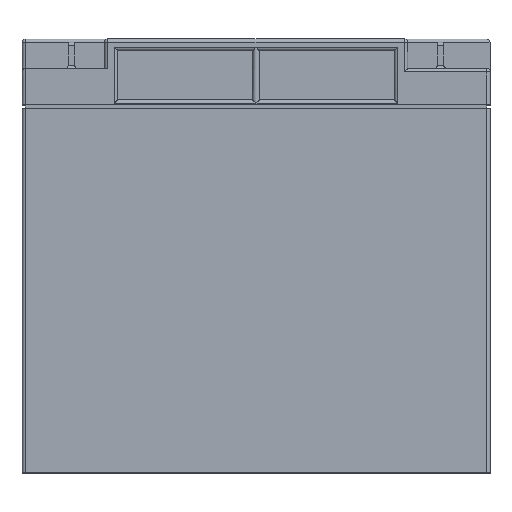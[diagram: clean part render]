
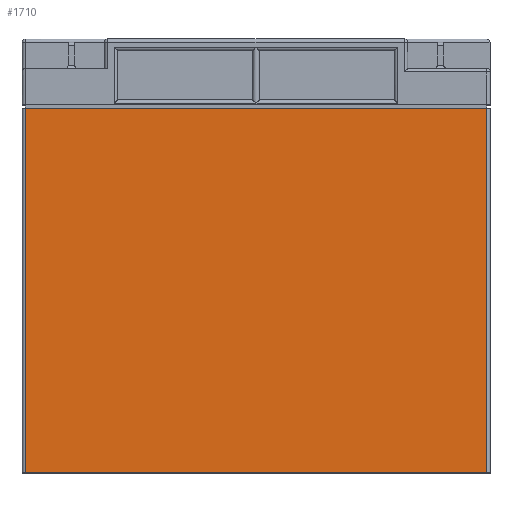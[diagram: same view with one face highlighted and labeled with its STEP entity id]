
A CAD part, top view. The second image highlights one B-rep face of the part: STEP entity #1710.
In plain terms, the highlighted planar face has unit normal (0, 0, 1).
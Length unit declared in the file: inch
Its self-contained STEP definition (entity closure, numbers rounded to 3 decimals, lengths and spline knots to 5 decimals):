
#124=LINE('',#2730,#299);
#126=LINE('',#2739,#301);
#127=LINE('',#2741,#302);
#128=LINE('',#2742,#303);
#299=VECTOR('',#2124,39.37008);
#301=VECTOR('',#2134,39.37008);
#302=VECTOR('',#2135,39.37008);
#303=VECTOR('',#2136,39.37008);
#412=PLANE('',#1848);
#478=FACE_OUTER_BOUND('',#593,.T.);
#593=EDGE_LOOP('',(#1231,#1232,#1233,#1234));
#818=VERTEX_POINT('',#2727);
#819=VERTEX_POINT('',#2729);
#822=VERTEX_POINT('',#2738);
#823=VERTEX_POINT('',#2740);
#972=EDGE_CURVE('',#819,#818,#124,.T.);
#977=EDGE_CURVE('',#818,#822,#126,.T.);
#978=EDGE_CURVE('',#823,#822,#127,.T.);
#979=EDGE_CURVE('',#823,#819,#128,.T.);
#1231=ORIENTED_EDGE('',*,*,#972,.T.);
#1232=ORIENTED_EDGE('',*,*,#977,.T.);
#1233=ORIENTED_EDGE('',*,*,#978,.F.);
#1234=ORIENTED_EDGE('',*,*,#979,.T.);
#1710=ADVANCED_FACE('',(#478),#412,.F.);
#1848=AXIS2_PLACEMENT_3D('',#2737,#2132,#2133);
#2124=DIRECTION('',(1.,0.,0.));
#2132=DIRECTION('center_axis',(0.,0.,-1.));
#2133=DIRECTION('ref_axis',(-1.,0.,0.));
#2134=DIRECTION('',(0.,1.,0.));
#2135=DIRECTION('',(1.,0.,0.));
#2136=DIRECTION('',(0.,-1.,0.));
#2727=CARTESIAN_POINT('',(3.5,-3.29,3.));
#2729=CARTESIAN_POINT('',(-3.5,-3.29,3.));
#2730=CARTESIAN_POINT('',(-3.55,-3.29,3.));
#2737=CARTESIAN_POINT('Origin',(0.,0.,3.));
#2738=CARTESIAN_POINT('',(3.5,2.24,3.));
#2739=CARTESIAN_POINT('',(3.5,0.,3.));
#2740=CARTESIAN_POINT('',(-3.5,2.24,3.));
#2741=CARTESIAN_POINT('',(3.55,2.24,3.));
#2742=CARTESIAN_POINT('',(-3.5,0.,3.));
